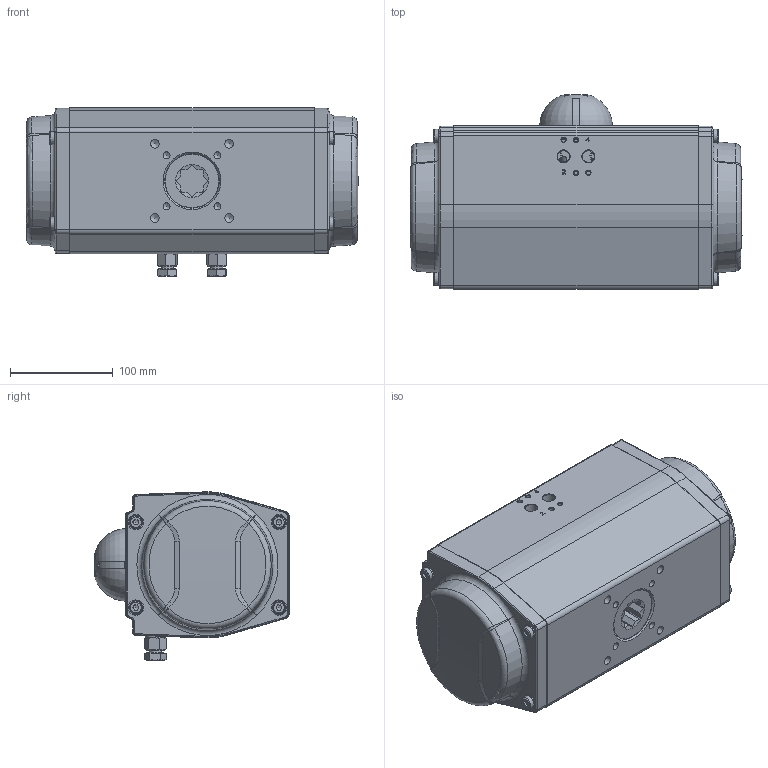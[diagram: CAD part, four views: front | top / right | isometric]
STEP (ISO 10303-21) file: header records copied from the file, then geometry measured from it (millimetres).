
FILE_DESCRIPTION(/* description */ (''),/* implementation_level */ '2;1');
FILE_NAME(/* name */ 'GTEA125装配体-231109',/* time_stamp */ '2024-11-25T16:24:23+08:00',/* author */ ('Xiaofan.Zhang'),/* organization */ ('Rotork'),/* preprocessor_version */ 'ST-DEVELOPER v18.102',/* originating_system */ 'Solid Edge',/* authorisation */ 'Unknown');
FILE_SCHEMA (('AUTOMOTIVE_DESIGN {1 0 10303 214 3 1 1}'));
Length unit declared in the file: millimetre
Products named in the file (1): GTEA125蚾饜极-2311
Bounding box: 322.58 x 189 x 163.45 mm (x, y, z)
Surface area: 249231.4 mm2 (no closed solid volume)
Topology: 0 solids, 35 shells, 472 faces, 1328 edges, 885 vertices
Faces by surface type: plane 162, cylinder 135, cone 95, torus 50, bspline 28, sphere 2
Full cylindrical faces by diameter (mm): 4.2 x12, 5 x1, 6.5 x1, 6.8 x4, 8.5 x4, 11.8 x2, 12 x2, 12.9 x8, 15 x8, 30 x1, 53 x1
Entity records: 17029 total; most frequent: CARTESIAN_POINT 5539, DIRECTION 2232, ORIENTED_EDGE 2097, EDGE_CURVE 1190, AXIS2_PLACEMENT_3D 903, VERTEX_POINT 870, FACE_BOUND 652, EDGE_LOOP 627
